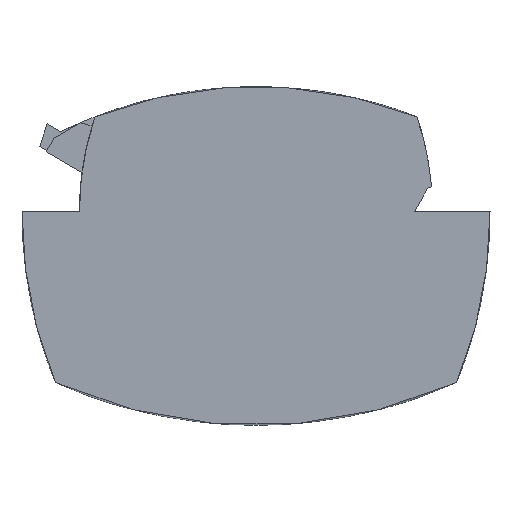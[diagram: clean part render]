
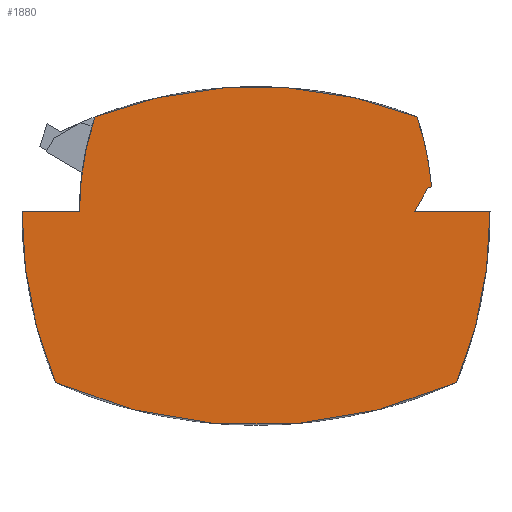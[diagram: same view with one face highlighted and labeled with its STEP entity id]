
A CAD part, left-side view. The second image highlights one B-rep face of the part: STEP entity #1880.
In plain terms, the highlighted face is planar.
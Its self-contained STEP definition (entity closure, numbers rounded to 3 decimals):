
#950=CARTESIAN_POINT('',(60.149,-4.247,
0.));
#960=DIRECTION('',(0.,0.,-1.));
#970=DIRECTION('',(-0.707,-0.707,
0.));
#980=AXIS2_PLACEMENT_3D('',#950,#960,#970);
#990=PLANE('',#980);
#1000=CARTESIAN_POINT('',(27.386,-55.609,
0.));
#1010=DIRECTION('',(0.,0.,-1.));
#1020=DIRECTION('',(-1.,0.,0.));
#1030=AXIS2_PLACEMENT_3D('',#1000,#1010,#1020);
#1040=CIRCLE('',#1030,77.1);
#1050=CARTESIAN_POINT('',(-0.408,16.307,
0.));
#1060=VERTEX_POINT('',#1050);
#1070=CARTESIAN_POINT('',(55.181,16.307,
0.));
#1080=VERTEX_POINT('',#1070);
#1090=EDGE_CURVE('',#1060,#1080,#1040,.T.);
#1100=ORIENTED_EDGE('',*,*,#1090,.T.);
#1110=CARTESIAN_POINT('',(46.886,0.083,
0.));
#1120=DIRECTION('',(0.,0.,1.));
#1130=DIRECTION('',(1.,0.,0.));
#1140=AXIS2_PLACEMENT_3D('',#1110,#1120,#1130);
#1150=CIRCLE('',#1140,50.);
#1160=CARTESIAN_POINT('',(-2.945,4.191,
0.));
#1170=VERTEX_POINT('',#1160);
#1180=EDGE_CURVE('',#1060,#1170,#1150,.T.);
#1190=ORIENTED_EDGE('',*,*,#1180,.F.);
#1200=CARTESIAN_POINT('',(-7.57,5.648,
0.));
#1210=DIRECTION('',(0.954,-0.3,
0.));
#1220=VECTOR('',#1210,1.);
#1230=LINE('',#1200,#1220);
#1240=CARTESIAN_POINT('',(-2.335,3.999,
0.));
#1250=VERTEX_POINT('',#1240);
#1260=EDGE_CURVE('',#1170,#1250,#1230,.T.);
#1270=ORIENTED_EDGE('',*,*,#1260,.F.);
#1280=CARTESIAN_POINT('',(8.724,-15.156,
0.));
#1290=DIRECTION('',(0.5,-0.866,
0.));
#1300=VECTOR('',#1290,1.);
#1310=LINE('',#1280,#1300);
#1320=CARTESIAN_POINT('',(-0.021,-0.009,
0.));
#1330=VERTEX_POINT('',#1320);
#1340=EDGE_CURVE('',#1250,#1330,#1310,.T.);
#1350=ORIENTED_EDGE('',*,*,#1340,.F.);
#1360=CARTESIAN_POINT('',(-7.57,-0.009,
0.));
#1370=DIRECTION('',(1.,0.,0.));
#1380=VECTOR('',#1370,1.);
#1390=LINE('',#1360,#1380);
#1400=CARTESIAN_POINT('',(-13.044,-0.009,
0.));
#1410=VERTEX_POINT('',#1400);
#1420=EDGE_CURVE('',#1410,#1330,#1390,.T.);
#1430=ORIENTED_EDGE('',*,*,#1420,.T.);
#1440=CARTESIAN_POINT('',(62.955,-0.54,
0.));
#1450=DIRECTION('',(0.,0.,1.));
#1460=DIRECTION('',(1.,0.,0.));
#1470=AXIS2_PLACEMENT_3D('',#1440,#1450,#1460);
#1480=CIRCLE('',#1470,76.);
#1490=CARTESIAN_POINT('',(-7.258,-29.628,
0.));
#1500=VERTEX_POINT('',#1490);
#1510=EDGE_CURVE('',#1410,#1500,#1480,.T.);
#1520=ORIENTED_EDGE('',*,*,#1510,.F.);
#1530=CARTESIAN_POINT('',(27.386,47.991,
0.));
#1540=DIRECTION('',(0.,0.,1.));
#1550=DIRECTION('',(1.,0.,0.));
#1560=AXIS2_PLACEMENT_3D('',#1530,#1540,#1550);
#1570=CIRCLE('',#1560,85.);
#1580=CARTESIAN_POINT('',(62.031,-29.628,
0.));
#1590=VERTEX_POINT('',#1580);
#1600=EDGE_CURVE('',#1500,#1590,#1570,.T.);
#1610=ORIENTED_EDGE('',*,*,#1600,.F.);
#1620=CARTESIAN_POINT('',(-8.182,-0.54,
0.));
#1630=DIRECTION('',(0.,0.,-1.));
#1640=DIRECTION('',(1.,0.,0.));
#1650=AXIS2_PLACEMENT_3D('',#1620,#1630,#1640);
#1660=CIRCLE('',#1650,76.);
#1670=CARTESIAN_POINT('',(67.816,-0.009,
0.));
#1680=VERTEX_POINT('',#1670);
#1690=EDGE_CURVE('',#1680,#1590,#1660,.T.);
#1700=ORIENTED_EDGE('',*,*,#1690,.T.);
#1710=CARTESIAN_POINT('',(-7.785,-0.009,
0.));
#1720=DIRECTION('',(-1.,0.,0.));
#1730=VECTOR('',#1720,1.);
#1740=LINE('',#1710,#1730);
#1750=CARTESIAN_POINT('',(57.886,-0.009,
0.));
#1760=VERTEX_POINT('',#1750);
#1770=EDGE_CURVE('',#1680,#1760,#1740,.T.);
#1780=ORIENTED_EDGE('',*,*,#1770,.F.);
#1790=CARTESIAN_POINT('',(7.887,0.083,
0.));
#1800=DIRECTION('',(0.,0.,-1.));
#1810=DIRECTION('',(1.,0.,0.));
#1820=AXIS2_PLACEMENT_3D('',#1790,#1800,#1810);
#1830=CIRCLE('',#1820,50.);
#1840=EDGE_CURVE('',#1080,#1760,#1830,.T.);
#1850=ORIENTED_EDGE('',*,*,#1840,.T.);
#1860=EDGE_LOOP('',(#1850,#1780,#1700,#1610,#1520,#1430,#1350,#1270,
#1190,#1100));
#1870=FACE_OUTER_BOUND('',#1860,.T.);
#1880=ADVANCED_FACE('',(#1870),#990,.T.);
